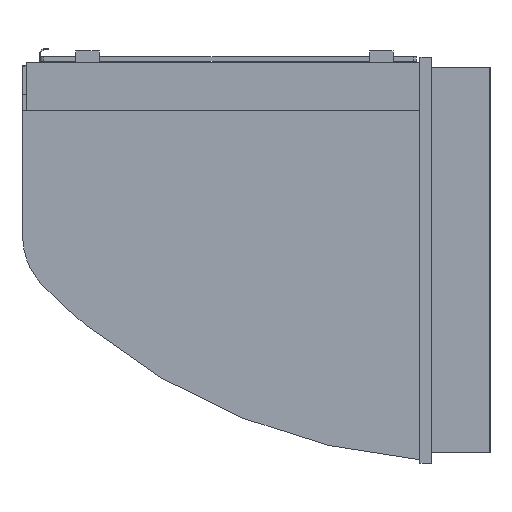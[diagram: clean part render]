
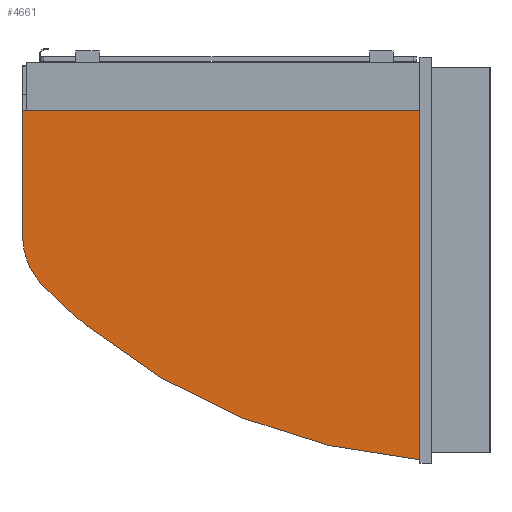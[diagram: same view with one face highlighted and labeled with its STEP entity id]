
A CAD part, left-side view. The second image highlights one B-rep face of the part: STEP entity #4661.
In plain terms, the highlighted planar face has unit normal (-1, 0, 0).
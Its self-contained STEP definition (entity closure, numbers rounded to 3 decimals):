
#80=CIRCLE('',#5025,3.);
#81=CIRCLE('',#5027,123.);
#82=CIRCLE('',#5028,1022.);
#83=CIRCLE('',#5029,1022.);
#331=FACE_OUTER_BOUND('',#628,.T.);
#628=EDGE_LOOP('',(#3349,#3350,#3351,#3352,#3353,#3354,#3355));
#1003=LINE('',#7058,#1543);
#1004=LINE('',#7060,#1544);
#1005=LINE('',#7062,#1545);
#1543=VECTOR('',#5672,10.);
#1544=VECTOR('',#5673,10.);
#1545=VECTOR('',#5674,10.);
#2043=VERTEX_POINT('',#7051);
#2044=VERTEX_POINT('',#7053);
#2045=VERTEX_POINT('',#7057);
#2046=VERTEX_POINT('',#7059);
#2047=VERTEX_POINT('',#7061);
#2048=VERTEX_POINT('',#7063);
#2049=VERTEX_POINT('',#7065);
#2535=EDGE_CURVE('',#2043,#2044,#80,.T.);
#2537=EDGE_CURVE('',#2043,#2045,#1003,.T.);
#2538=EDGE_CURVE('',#2045,#2046,#1004,.T.);
#2539=EDGE_CURVE('',#2046,#2047,#1005,.T.);
#2540=EDGE_CURVE('',#2047,#2048,#81,.T.);
#2541=EDGE_CURVE('',#2048,#2049,#82,.T.);
#2542=EDGE_CURVE('',#2049,#2044,#83,.T.);
#3349=ORIENTED_EDGE('',*,*,#2535,.F.);
#3350=ORIENTED_EDGE('',*,*,#2537,.T.);
#3351=ORIENTED_EDGE('',*,*,#2538,.T.);
#3352=ORIENTED_EDGE('',*,*,#2539,.T.);
#3353=ORIENTED_EDGE('',*,*,#2540,.T.);
#3354=ORIENTED_EDGE('',*,*,#2541,.T.);
#3355=ORIENTED_EDGE('',*,*,#2542,.T.);
#4409=PLANE('',#5026);
#4661=ADVANCED_FACE('',(#331),#4409,.T.);
#5025=AXIS2_PLACEMENT_3D('',#7054,#5667,#5668);
#5026=AXIS2_PLACEMENT_3D('',#7056,#5670,#5671);
#5027=AXIS2_PLACEMENT_3D('',#7064,#5675,#5676);
#5028=AXIS2_PLACEMENT_3D('',#7066,#5677,#5678);
#5029=AXIS2_PLACEMENT_3D('',#7067,#5679,#5680);
#5667=DIRECTION('center_axis',(1.,0.,0.));
#5668=DIRECTION('ref_axis',(0.,-0.678,-0.735));
#5670=DIRECTION('center_axis',(-1.,0.,0.));
#5671=DIRECTION('ref_axis',(0.,0.,1.));
#5672=DIRECTION('',(0.,0.,1.));
#5673=DIRECTION('',(0.,1.,0.));
#5674=DIRECTION('',(0.,0.,-1.));
#5675=DIRECTION('center_axis',(-1.,0.,0.));
#5676=DIRECTION('ref_axis',(0.,1.,0.));
#5677=DIRECTION('center_axis',(-1.,0.,0.));
#5678=DIRECTION('ref_axis',(0.,0.708,-0.706));
#5679=DIRECTION('center_axis',(-1.,0.,0.));
#5680=DIRECTION('ref_axis',(0.,0.635,-0.772));
#7051=CARTESIAN_POINT('',(-718.,70.,-338.255));
#7053=CARTESIAN_POINT('',(-718.,73.24,-341.246));
#7054=CARTESIAN_POINT('Origin',(-718.,73.,-338.255));
#7056=CARTESIAN_POINT('Origin',(-718.,410.,-43.));
#7057=CARTESIAN_POINT('',(-718.,70.,255.5));
#7058=CARTESIAN_POINT('',(-718.,70.,-341.5));
#7059=CARTESIAN_POINT('',(-718.,750.,255.5));
#7060=CARTESIAN_POINT('',(-718.,70.,255.5));
#7061=CARTESIAN_POINT('',(-718.,750.,41.7));
#7062=CARTESIAN_POINT('',(-718.,750.,331.7));
#7063=CARTESIAN_POINT('',(-718.,713.97,-45.27));
#7064=CARTESIAN_POINT('Origin',(-718.,627.,41.708));
#7065=CARTESIAN_POINT('',(-718.,640.94,-111.73));
#7066=CARTESIAN_POINT('Origin',(-718.,-9.605,676.48));
#7067=CARTESIAN_POINT('Origin',(-718.,-8.379,677.49));
